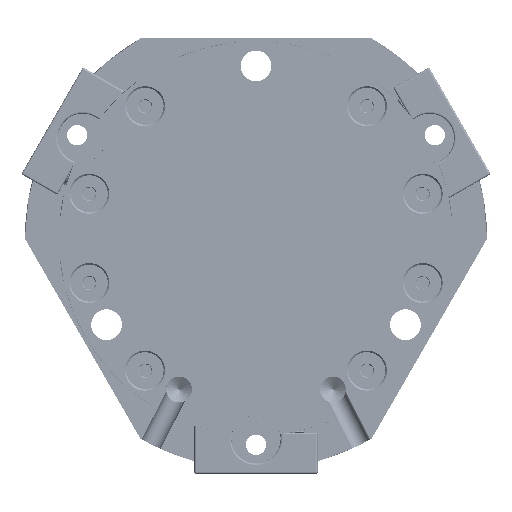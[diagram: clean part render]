
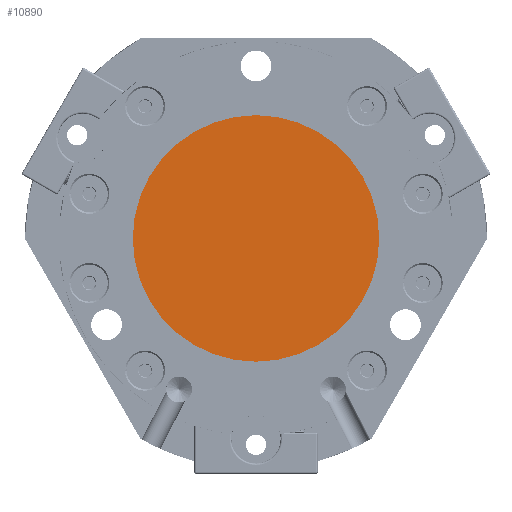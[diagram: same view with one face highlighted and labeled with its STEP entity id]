
A CAD part, front view. The second image highlights one B-rep face of the part: STEP entity #10890.
In plain terms, the highlighted face is planar.
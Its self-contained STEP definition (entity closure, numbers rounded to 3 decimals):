
#4029 = EDGE_CURVE ( 'NONE', #35831, #24043, #39914, .T. ) ;
#7343 = DIRECTION ( 'NONE',  ( -1., 0., 0. ) ) ;
#8745 = DIRECTION ( 'NONE',  ( -1., 0., 0. ) ) ;
#10095 = PLANE ( 'NONE',  #15058 ) ;
#10890 = ADVANCED_FACE ( 'NONE', ( #15149 ), #10095, .T. ) ;
#12134 = DIRECTION ( 'NONE',  ( -1., 0., 0. ) ) ;
#13708 = EDGE_LOOP ( 'NONE', ( #39456, #21552 ) ) ;
#15058 = AXIS2_PLACEMENT_3D ( 'NONE', #19308, #7343, #29017 ) ;
#15149 = FACE_OUTER_BOUND ( 'NONE', #13708, .T. ) ;
#15309 = AXIS2_PLACEMENT_3D ( 'NONE', #18386, #8745, #39733 ) ;
#18386 = CARTESIAN_POINT ( 'NONE',  ( 0.5, 0., 0. ) ) ;
#19308 = CARTESIAN_POINT ( 'NONE',  ( 0.5, 0., 0. ) ) ;
#21552 = ORIENTED_EDGE ( 'NONE', *, *, #24102, .T. ) ;
#22776 = AXIS2_PLACEMENT_3D ( 'NONE', #36894, #12134, #34203 ) ;
#22834 = CIRCLE ( 'NONE', #22776, 20. ) ;
#24043 = VERTEX_POINT ( 'NONE', #36638 ) ;
#24102 = EDGE_CURVE ( 'NONE', #24043, #35831, #22834, .T. ) ;
#29017 = DIRECTION ( 'NONE',  ( 0., -1., 0. ) ) ;
#32860 = CARTESIAN_POINT ( 'NONE',  ( 0.5, -20., 0. ) ) ;
#34203 = DIRECTION ( 'NONE',  ( 0., -1., 0. ) ) ;
#35831 = VERTEX_POINT ( 'NONE', #32860 ) ;
#36638 = CARTESIAN_POINT ( 'NONE',  ( 0.5, 20., 0. ) ) ;
#36894 = CARTESIAN_POINT ( 'NONE',  ( 0.5, 0., 0. ) ) ;
#39456 = ORIENTED_EDGE ( 'NONE', *, *, #4029, .T. ) ;
#39733 = DIRECTION ( 'NONE',  ( 0., -1., 0. ) ) ;
#39914 = CIRCLE ( 'NONE', #15309, 20. ) ;
